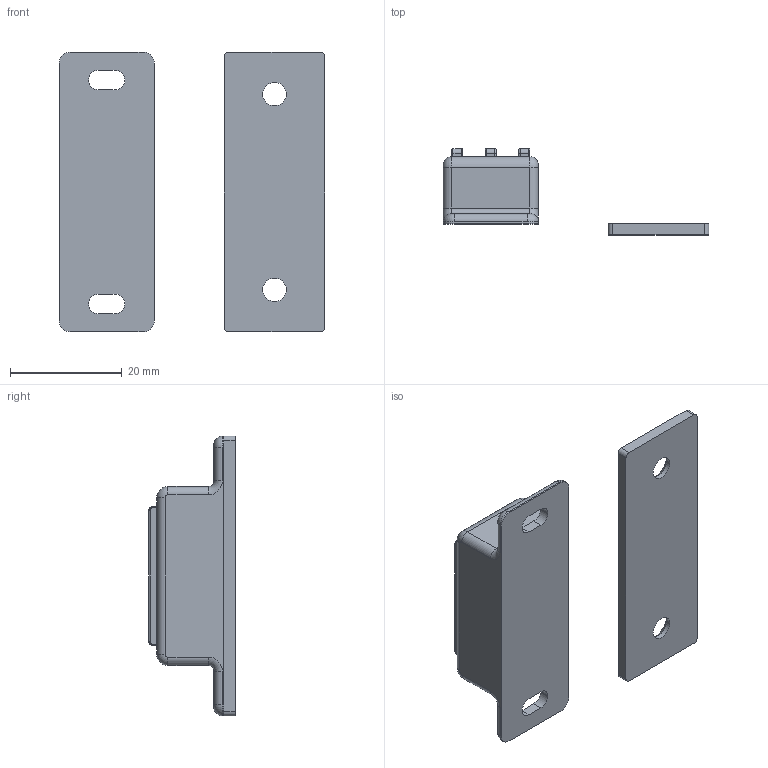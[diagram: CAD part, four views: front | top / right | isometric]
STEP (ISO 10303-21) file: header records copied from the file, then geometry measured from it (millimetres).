
FILE_DESCRIPTION (( 'STEP AP203' ), '1' );
FILE_NAME ('C-1100-H-2.STEP', '2018-07-09T02:00:46', ( '' ), ( '' ), 'SwSTEP 2.0', 'SolidWorks 2014', '' );
FILE_SCHEMA (( 'CONFIG_CONTROL_DESIGN' ));
Length unit declared in the file: millimetre
Products named in the file (3): C-1100-H-2; C-1100-H-2_受板; C-1100-H-2_本体
Assembly tree (2 placements, depth 2):
  C-1100-H-2
    C-1100-H-2_本体
    C-1100-H-2_受板
Bounding box: 47.5 x 15.4 x 50 mm (x, y, z)
Volume: 8828.1 mm3; surface area: 5008.9 mm2
Topology: 2 solids, 2 shells, 121 faces, 292 edges, 176 vertices
Faces by surface type: cylinder 58, plane 35, torus 24, cone 4
Entity records: 3843 total; most frequent: DIRECTION 688, CARTESIAN_POINT 594, ORIENTED_EDGE 584, EDGE_CURVE 292, AXIS2_PLACEMENT_3D 270, VERTEX_POINT 176, VECTOR 148, LINE 148
